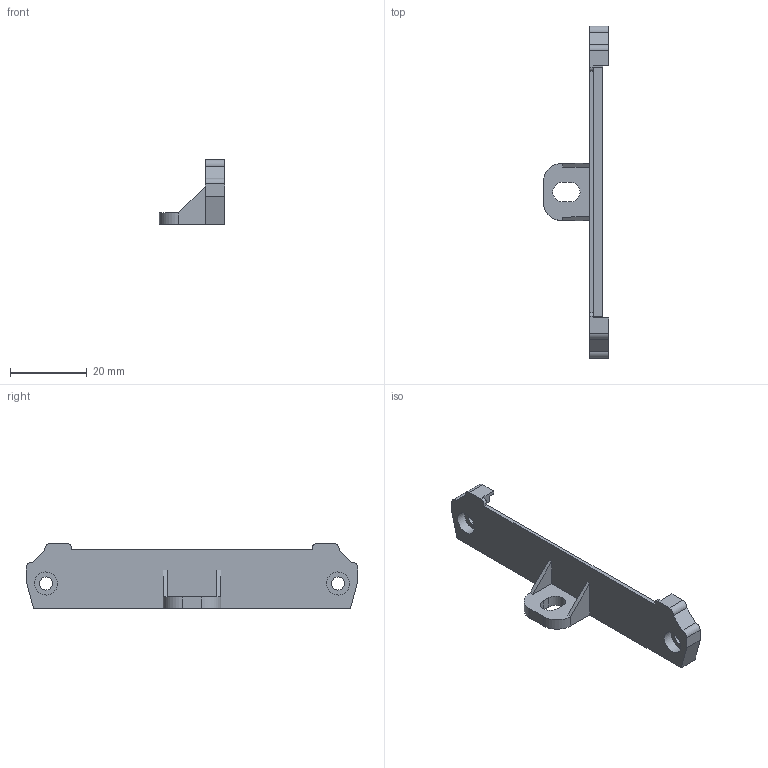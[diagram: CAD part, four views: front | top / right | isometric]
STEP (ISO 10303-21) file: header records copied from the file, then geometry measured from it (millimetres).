
FILE_DESCRIPTION(('CATIA V5 STEP Exchange','CAx-IF Rec.Pracs.--- Model Styling and Organization---1.4--- 2014-01-23'),'2;1');
FILE_NAME ('D1403071_1_1324360000_S3D_AP_80_D_OR.stp','2020-01-08T13:53:56+00:00',('none'),('Weidmueller'),'CATIA Version 5-6 Release 2016 SP3 HF44','CATIA V5 STEP AP214','none');
FILE_SCHEMA(('AUTOMOTIVE_DESIGN { 1 0 10303 214 1 1 1 1 }'));
Length unit declared in the file: millimetre
Products named in the file (1): 1324360000
Bounding box: 17 x 86.4 x 16.9 mm (x, y, z)
Volume: 3973.4 mm3; surface area: 4069.4 mm2
Topology: 1 solids, 1 shells, 74 faces, 222 edges, 152 vertices
Faces by surface type: plane 52, cylinder 22
Entity records: 2525 total; most frequent: CARTESIAN_POINT 447, ORIENTED_EDGE 444, DIRECTION 345, EDGE_CURVE 222, VECTOR 169, LINE 169, VERTEX_POINT 152, AXIS2_PLACEMENT_3D 114
